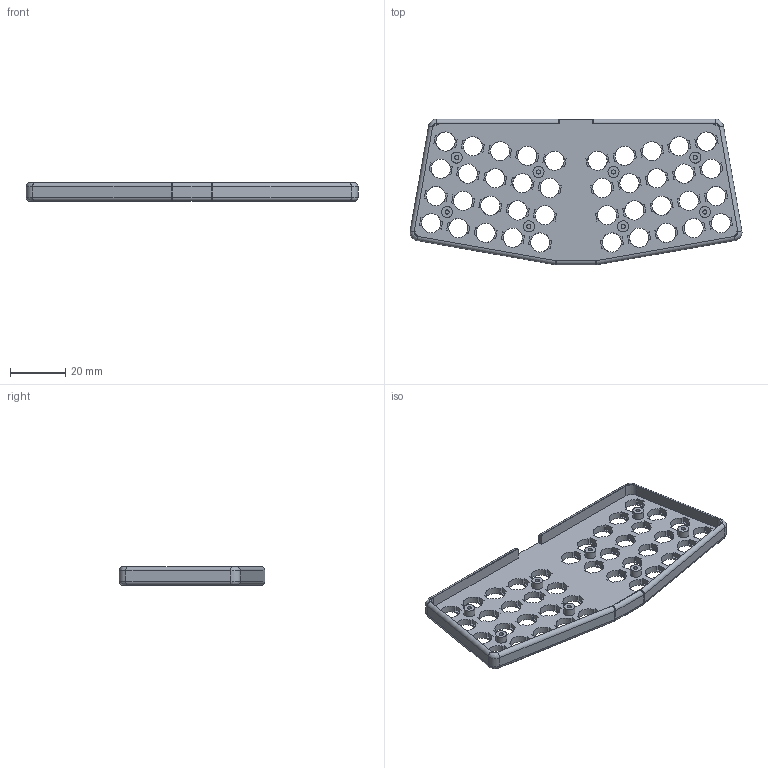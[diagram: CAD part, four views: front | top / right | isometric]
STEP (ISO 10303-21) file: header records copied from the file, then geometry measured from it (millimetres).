
FILE_DESCRIPTION(/* description */ (''),/* implementation_level */ '2;1');
FILE_NAME(/* name */ 'pusheenz40 low tolerance simple rails v4 body.step',/* time_stamp */ '2024-01-14T19:35:32-06:00',/* author */ (''),/* organization */ (''),/* preprocessor_version */ 'ST-DEVELOPER v20',/* originating_system */ 'Autodesk Translation Framework v12.14.0.127',/* authorisation */ '');
FILE_SCHEMA (('AUTOMOTIVE_DESIGN { 1 0 10303 214 3 1 1 }'));
Length unit declared in the file: millimetre
Products named in the file (1): pusheenz40 low tolerance v2
Bounding box: 120 x 52.71 x 6.7 mm (x, y, z)
Volume: 11678.6 mm3; surface area: 13747 mm2
Topology: 1 solids, 1 shells, 457 faces, 1281 edges, 842 vertices
Faces by surface type: plane 358, cylinder 85, bspline 12, torus 2
Full cylindrical faces by diameter (mm): 1.5 x8, 4 x8, 6.94 x40
Entity records: 14932 total; most frequent: CARTESIAN_POINT 2677, ORIENTED_EDGE 2562, DIRECTION 2517, EDGE_CURVE 1281, LINE 937, VECTOR 937, VERTEX_POINT 842, AXIS2_PLACEMENT_3D 790
